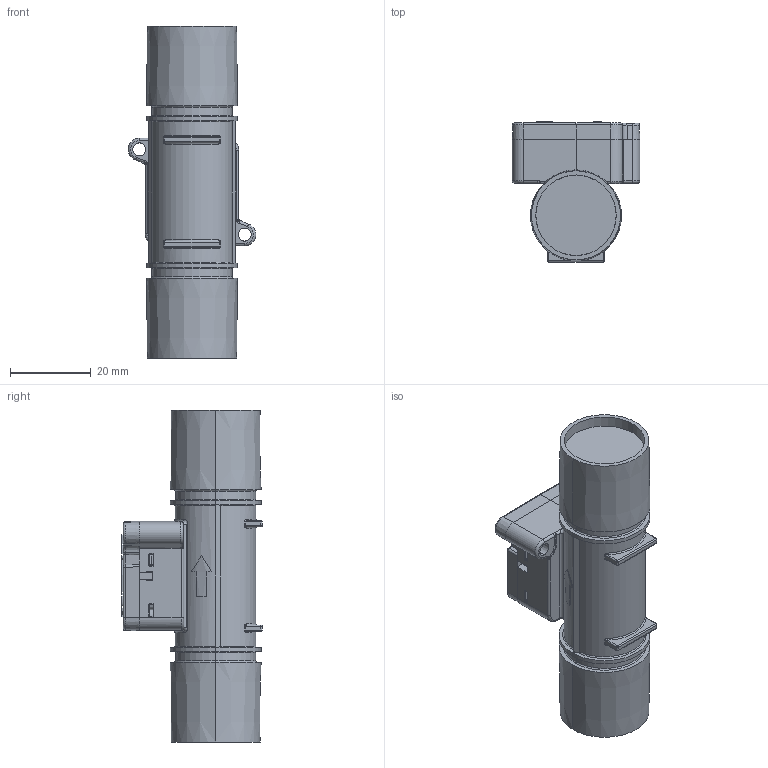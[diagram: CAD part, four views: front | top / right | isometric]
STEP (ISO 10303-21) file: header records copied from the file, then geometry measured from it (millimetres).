
FILE_DESCRIPTION (( 'STEP AP214' ), '1' );
FILE_NAME ('143069-00_Publikationsmodell SFM3003 mit Deckel.step', '2020-11-17T10:00:43', ( '' ), ( '' ), 'SwSTEP 2.0', 'SolidWorks 2019', '' );
FILE_SCHEMA (( 'AUTOMOTIVE_DESIGN' ));
Length unit declared in the file: millimetre
Products named in the file (1): 143069-00_Publikationsmodell SFM3003 mit Deckel
Bounding box: 31.5 x 34.65 x 82 mm (x, y, z)
Volume: 32406.5 mm3; surface area: 13118.7 mm2
Topology: 2 solids, 2 shells, 1230 faces, 3172 edges, 1976 vertices
Faces by surface type: plane 656, bspline 203, cylinder 190, cone 90, torus 57, sphere 34
Entity records: 42421 total; most frequent: CARTESIAN_POINT 14381, ORIENTED_EDGE 6288, DIRECTION 5154, EDGE_CURVE 3144, VERTEX_POINT 1976, VECTOR 1874, LINE 1874, AXIS2_PLACEMENT_3D 1640
